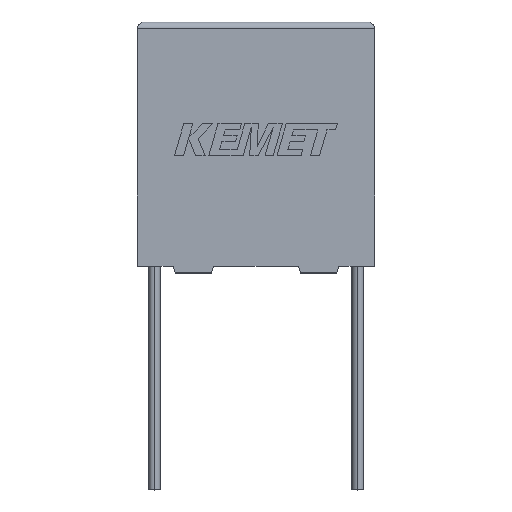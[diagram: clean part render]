
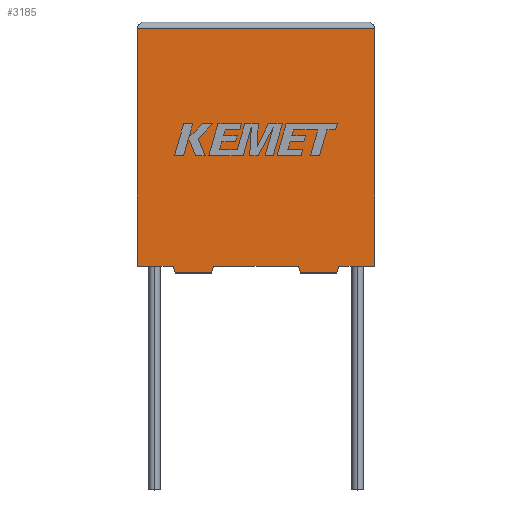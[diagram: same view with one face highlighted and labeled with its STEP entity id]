
A CAD part, top view. The second image highlights one B-rep face of the part: STEP entity #3185.
In plain terms, the highlighted planar face has unit normal (0, 0, 1).
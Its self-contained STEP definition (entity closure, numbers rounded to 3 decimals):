
#10 = CARTESIAN_POINT ( 'NONE',  ( 5.478, -0.5, 10.5 ) ) ;
#12 = LINE ( 'NONE', #2077, #2576 ) ;
#19 = CARTESIAN_POINT ( 'NONE',  ( 0., 17.5, 10.5 ) ) ;
#72 = VERTEX_POINT ( 'NONE', #404 ) ;
#127 = CARTESIAN_POINT ( 'NONE',  ( 0., 17.5, 10.5 ) ) ;
#199 = VERTEX_POINT ( 'NONE', #208 ) ;
#208 = CARTESIAN_POINT ( 'NONE',  ( 14.85, 0., 10.5 ) ) ;
#278 = LINE ( 'NONE', #2468, #1766 ) ;
#315 = LINE ( 'NONE', #2212, #2460 ) ;
#367 = CARTESIAN_POINT ( 'NONE',  ( 5.478, -0.5, 10.5 ) ) ;
#387 = CARTESIAN_POINT ( 'NONE',  ( 2.65, 0., 10.5 ) ) ;
#404 = CARTESIAN_POINT ( 'NONE',  ( 2.65, 0., 10.5 ) ) ;
#424 = ORIENTED_EDGE ( 'NONE', *, *, #3062, .T. ) ;
#431 = CARTESIAN_POINT ( 'NONE',  ( 14.7, -0.5, 10.5 ) ) ;
#493 = DIRECTION ( 'NONE',  ( 1., 0., 0. ) ) ;
#509 = EDGE_CURVE ( 'NONE', #1834, #861, #2925, .T. ) ;
#556 = VECTOR ( 'NONE', #1042, 1000. ) ;
#616 = EDGE_CURVE ( 'NONE', #3166, #1345, #2526, .T. ) ;
#629 = DIRECTION ( 'NONE',  ( -1., 0., 0. ) ) ;
#656 = ORIENTED_EDGE ( 'NONE', *, *, #1783, .F. ) ;
#717 = CARTESIAN_POINT ( 'NONE',  ( 2.8, -0.5, 10.5 ) ) ;
#730 = ORIENTED_EDGE ( 'NONE', *, *, #616, .T. ) ;
#736 = LINE ( 'NONE', #2158, #1972 ) ;
#753 = EDGE_CURVE ( 'NONE', #2283, #3166, #3048, .T. ) ;
#782 = LINE ( 'NONE', #2732, #2698 ) ;
#784 = ORIENTED_EDGE ( 'NONE', *, *, #1420, .T. ) ;
#804 = VECTOR ( 'NONE', #493, 1000. ) ;
#861 = VERTEX_POINT ( 'NONE', #19 ) ;
#908 = DIRECTION ( 'NONE',  ( 0., 0., -1. ) ) ;
#967 = LINE ( 'NONE', #431, #1459 ) ;
#1037 = ORIENTED_EDGE ( 'NONE', *, *, #509, .T. ) ;
#1042 = DIRECTION ( 'NONE',  ( 0., -1., 0. ) ) ;
#1117 = ORIENTED_EDGE ( 'NONE', *, *, #753, .T. ) ;
#1151 = CARTESIAN_POINT ( 'NONE',  ( 11.873, 0., 10.5 ) ) ;
#1158 = VERTEX_POINT ( 'NONE', #1151 ) ;
#1203 = DIRECTION ( 'NONE',  ( -0.287, 0.958, 0. ) ) ;
#1208 = CARTESIAN_POINT ( 'NONE',  ( 0., 0., 10.5 ) ) ;
#1306 = VERTEX_POINT ( 'NONE', #2745 ) ;
#1340 = EDGE_CURVE ( 'NONE', #2285, #1158, #315, .T. ) ;
#1345 = VERTEX_POINT ( 'NONE', #2979 ) ;
#1354 = ORIENTED_EDGE ( 'NONE', *, *, #3037, .T. ) ;
#1356 = CARTESIAN_POINT ( 'NONE',  ( 0., 0., 10.5 ) ) ;
#1411 = ORIENTED_EDGE ( 'NONE', *, *, #3118, .T. ) ;
#1420 = EDGE_CURVE ( 'NONE', #1902, #1834, #278, .T. ) ;
#1459 = VECTOR ( 'NONE', #2183, 1000. ) ;
#1550 = CARTESIAN_POINT ( 'NONE',  ( 0., 0., 10.5 ) ) ;
#1598 = DIRECTION ( 'NONE',  ( 0.287, -0.958, 0. ) ) ;
#1601 = DIRECTION ( 'NONE',  ( -1., 0., 0. ) ) ;
#1621 = DIRECTION ( 'NONE',  ( -0.287, -0.958, 0. ) ) ;
#1689 = AXIS2_PLACEMENT_3D ( 'NONE', #1356, #908, #1601 ) ;
#1715 = VECTOR ( 'NONE', #1598, 1000. ) ;
#1766 = VECTOR ( 'NONE', #2741, 1000. ) ;
#1783 = EDGE_CURVE ( 'NONE', #1831, #2285, #967, .T. ) ;
#1785 = ORIENTED_EDGE ( 'NONE', *, *, #1340, .F. ) ;
#1828 = EDGE_CURVE ( 'NONE', #199, #1831, #736, .T. ) ;
#1831 = VERTEX_POINT ( 'NONE', #2429 ) ;
#1834 = VERTEX_POINT ( 'NONE', #2739 ) ;
#1902 = VERTEX_POINT ( 'NONE', #2520 ) ;
#1972 = VECTOR ( 'NONE', #1621, 1000. ) ;
#2037 = VECTOR ( 'NONE', #2949, 1000. ) ;
#2077 = CARTESIAN_POINT ( 'NONE',  ( 0., 0., 10.5 ) ) ;
#2114 = DIRECTION ( 'NONE',  ( 1., 0., 0. ) ) ;
#2132 = FACE_OUTER_BOUND ( 'NONE', #2695, .T. ) ;
#2158 = CARTESIAN_POINT ( 'NONE',  ( 14.85, 0., 10.5 ) ) ;
#2183 = DIRECTION ( 'NONE',  ( -1., 0., 0. ) ) ;
#2212 = CARTESIAN_POINT ( 'NONE',  ( 12.023, -0.5, 10.5 ) ) ;
#2220 = EDGE_CURVE ( 'NONE', #1306, #72, #3045, .T. ) ;
#2283 = VERTEX_POINT ( 'NONE', #717 ) ;
#2285 = VERTEX_POINT ( 'NONE', #2513 ) ;
#2404 = VECTOR ( 'NONE', #3145, 1000. ) ;
#2429 = CARTESIAN_POINT ( 'NONE',  ( 14.7, -0.5, 10.5 ) ) ;
#2460 = VECTOR ( 'NONE', #1203, 1000. ) ;
#2468 = CARTESIAN_POINT ( 'NONE',  ( 17.5, 0., 10.5 ) ) ;
#2513 = CARTESIAN_POINT ( 'NONE',  ( 12.023, -0.5, 10.5 ) ) ;
#2520 = CARTESIAN_POINT ( 'NONE',  ( 17.5, 0., 10.5 ) ) ;
#2526 = LINE ( 'NONE', #367, #2404 ) ;
#2528 = DIRECTION ( 'NONE',  ( 1., 0., 0. ) ) ;
#2541 = LINE ( 'NONE', #387, #1715 ) ;
#2576 = VECTOR ( 'NONE', #2114, 1000. ) ;
#2615 = ORIENTED_EDGE ( 'NONE', *, *, #1828, .F. ) ;
#2695 = EDGE_LOOP ( 'NONE', ( #784, #1037, #3177, #2931, #1354, #1117, #730, #1411, #1785, #656, #2615, #424 ) ) ;
#2698 = VECTOR ( 'NONE', #2528, 1000. ) ;
#2732 = CARTESIAN_POINT ( 'NONE',  ( 0., 0., 10.5 ) ) ;
#2739 = CARTESIAN_POINT ( 'NONE',  ( 17.5, 17.5, 10.5 ) ) ;
#2741 = DIRECTION ( 'NONE',  ( 0., 1., 0. ) ) ;
#2745 = CARTESIAN_POINT ( 'NONE',  ( 0., 0., 10.5 ) ) ;
#2747 = EDGE_CURVE ( 'NONE', #861, #1306, #2831, .T. ) ;
#2831 = LINE ( 'NONE', #1550, #556 ) ;
#2925 = LINE ( 'NONE', #127, #3013 ) ;
#2931 = ORIENTED_EDGE ( 'NONE', *, *, #2220, .T. ) ;
#2949 = DIRECTION ( 'NONE',  ( 1., 0., 0. ) ) ;
#2959 = CARTESIAN_POINT ( 'NONE',  ( 2.8, -0.5, 10.5 ) ) ;
#2979 = CARTESIAN_POINT ( 'NONE',  ( 5.628, 0., 10.5 ) ) ;
#3013 = VECTOR ( 'NONE', #629, 1000. ) ;
#3037 = EDGE_CURVE ( 'NONE', #72, #2283, #2541, .T. ) ;
#3045 = LINE ( 'NONE', #1208, #2037 ) ;
#3048 = LINE ( 'NONE', #2959, #804 ) ;
#3062 = EDGE_CURVE ( 'NONE', #199, #1902, #12, .T. ) ;
#3118 = EDGE_CURVE ( 'NONE', #1345, #1158, #782, .T. ) ;
#3137 = PLANE ( 'NONE',  #1689 ) ;
#3145 = DIRECTION ( 'NONE',  ( 0.287, 0.958, 0. ) ) ;
#3166 = VERTEX_POINT ( 'NONE', #10 ) ;
#3177 = ORIENTED_EDGE ( 'NONE', *, *, #2747, .T. ) ;
#3185 = ADVANCED_FACE ( 'NONE', ( #2132 ), #3137, .F. ) ;
